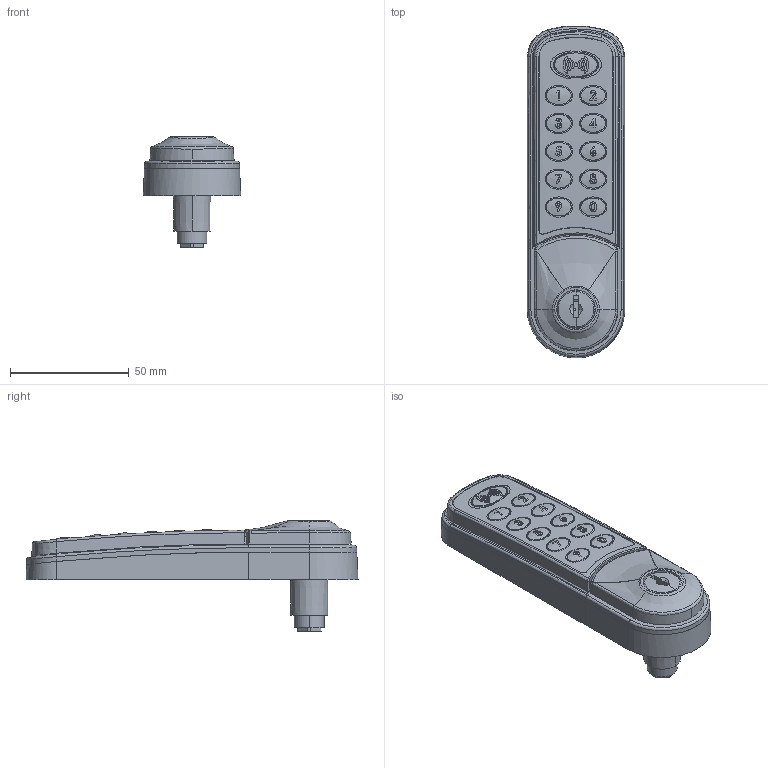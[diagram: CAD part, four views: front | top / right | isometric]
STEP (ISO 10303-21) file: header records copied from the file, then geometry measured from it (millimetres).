
FILE_DESCRIPTION (( 'STEP AP214' ), '1' );
FILE_NAME ('3963 STEP.STEP', '2021-06-14T07:52:17', ( '' ), ( '' ), 'SwSTEP 2.0', 'SolidWorks 2020', '' );
FILE_SCHEMA (( 'AUTOMOTIVE_DESIGN' ));
Length unit declared in the file: millimetre
Products named in the file (8): 9226571; 3963 STEP; 8600610; pan head cross recess screw_bsi_BS EN ISO 7045 - M2.5 x 8 - Z - 8N; 9247387_Keypad Bend; 8025080; 9226570; 8025081
Assembly tree (11 placements, depth 2):
  3963 STEP
    8025080
    8025081
    9247387_Keypad Bend
    8600610
    9226571
    9226570
    pan head cross recess screw_bsi_BS EN ISO 7045 - M2.5 x 8 - Z - 8N  x5
Bounding box: 41.11 x 139.91 x 46.63 mm (x, y, z)
Volume: 34266.9 mm3; surface area: 58483.4 mm2
Topology: 10 solids, 13 shells, 2888 faces, 7534 edges, 4833 vertices
Faces by surface type: plane 1395, bspline 779, cylinder 370, cone 182, torus 124, sphere 38
Entity records: 124713 total; most frequent: CARTESIAN_POINT 61316, ORIENTED_EDGE 14194, DIRECTION 9972, EDGE_CURVE 7105, VERTEX_POINT 4593, LINE 3942, VECTOR 3942, AXIS2_PLACEMENT_3D 3015
